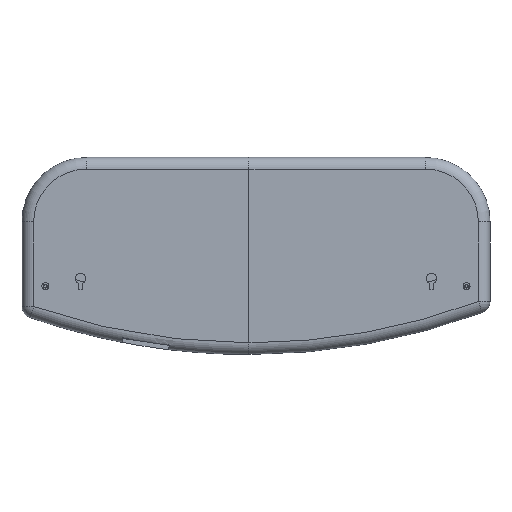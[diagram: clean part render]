
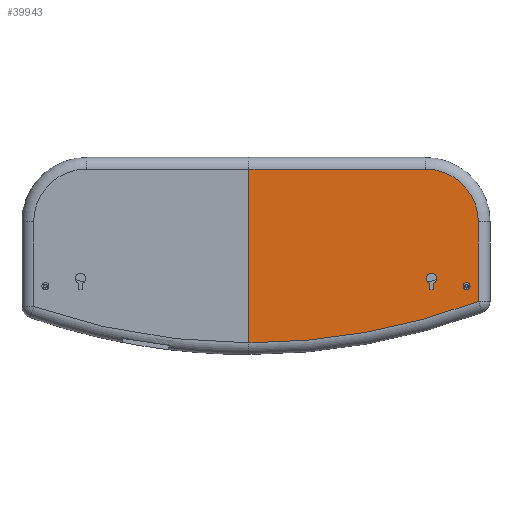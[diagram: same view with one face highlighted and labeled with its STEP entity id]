
A CAD part, front view. The second image highlights one B-rep face of the part: STEP entity #39943.
In plain terms, the highlighted planar face has unit normal (0, -1, 0).
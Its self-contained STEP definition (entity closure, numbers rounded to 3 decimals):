
#1230=FACE_BOUND('',#7077,.T.);
#1231=FACE_BOUND('',#7078,.T.);
#2551=PLANE('',#43613);
#4624=FACE_OUTER_BOUND('',#7076,.T.);
#7076=EDGE_LOOP('',(#36975,#36976,#36977,#36978,#36979));
#7077=EDGE_LOOP('',(#36980,#36981,#36982,#36983,#36984,#36985));
#7078=EDGE_LOOP('',(#36986));
#10808=LINE('',#70701,#14613);
#10812=LINE('',#70713,#14617);
#10816=LINE('',#70725,#14621);
#10825=LINE('',#70781,#14630);
#10858=LINE('',#70910,#14663);
#10859=LINE('',#70916,#14664);
#14613=VECTOR('',#54284,10.);
#14617=VECTOR('',#54296,10.);
#14621=VECTOR('',#54308,10.);
#14630=VECTOR('',#54327,10.);
#14663=VECTOR('',#54478,10.);
#14664=VECTOR('',#54487,10.);
#16206=CIRCLE('',#43536,0.5);
#16208=CIRCLE('',#43540,0.5);
#16210=CIRCLE('',#43544,4.45);
#16233=CIRCLE('',#43577,561.427);
#16234=CIRCLE('',#43579,3.);
#16246=CIRCLE('',#43611,45.);
#19931=VERTEX_POINT('',#70698);
#19932=VERTEX_POINT('',#70700);
#19934=VERTEX_POINT('',#70706);
#19936=VERTEX_POINT('',#70712);
#19938=VERTEX_POINT('',#70718);
#19940=VERTEX_POINT('',#70724);
#19951=VERTEX_POINT('',#70761);
#19952=VERTEX_POINT('',#70780);
#19980=VERTEX_POINT('',#70856);
#19981=VERTEX_POINT('',#70860);
#19989=VERTEX_POINT('',#70909);
#19990=VERTEX_POINT('',#70914);
#25577=EDGE_CURVE('',#19932,#19931,#10808,.T.);
#25580=EDGE_CURVE('',#19934,#19932,#16206,.T.);
#25583=EDGE_CURVE('',#19936,#19934,#10812,.T.);
#25586=EDGE_CURVE('',#19938,#19936,#16208,.T.);
#25589=EDGE_CURVE('',#19940,#19938,#10816,.T.);
#25592=EDGE_CURVE('',#19931,#19940,#16210,.T.);
#25603=EDGE_CURVE('',#19952,#19951,#10825,.T.);
#25643=EDGE_CURVE('',#19980,#19951,#16233,.T.);
#25644=EDGE_CURVE('',#19981,#19981,#16234,.T.);
#25667=EDGE_CURVE('',#19952,#19989,#10858,.T.);
#25671=EDGE_CURVE('',#19990,#19980,#10859,.T.);
#25672=EDGE_CURVE('',#19989,#19990,#16246,.T.);
#36975=ORIENTED_EDGE('',*,*,#25603,.T.);
#36976=ORIENTED_EDGE('',*,*,#25643,.F.);
#36977=ORIENTED_EDGE('',*,*,#25671,.F.);
#36978=ORIENTED_EDGE('',*,*,#25672,.F.);
#36979=ORIENTED_EDGE('',*,*,#25667,.F.);
#36980=ORIENTED_EDGE('',*,*,#25577,.T.);
#36981=ORIENTED_EDGE('',*,*,#25592,.T.);
#36982=ORIENTED_EDGE('',*,*,#25589,.T.);
#36983=ORIENTED_EDGE('',*,*,#25586,.T.);
#36984=ORIENTED_EDGE('',*,*,#25583,.T.);
#36985=ORIENTED_EDGE('',*,*,#25580,.T.);
#36986=ORIENTED_EDGE('',*,*,#25644,.T.);
#39943=ADVANCED_FACE('',(#4624,#1230,#1231),#2551,.F.);
#43536=AXIS2_PLACEMENT_3D('',#70707,#54290,#54291);
#43540=AXIS2_PLACEMENT_3D('',#70719,#54302,#54303);
#43544=AXIS2_PLACEMENT_3D('',#70729,#54314,#54315);
#43577=AXIS2_PLACEMENT_3D('',#70858,#54406,#54407);
#43579=AXIS2_PLACEMENT_3D('',#70861,#54410,#54411);
#43611=AXIS2_PLACEMENT_3D('',#70918,#54490,#54491);
#43613=AXIS2_PLACEMENT_3D('',#70920,#54494,#54495);
#54284=DIRECTION('',(0.,0.,1.));
#54290=DIRECTION('center_axis',(0.,1.,0.));
#54291=DIRECTION('ref_axis',(-1.,0.,0.));
#54296=DIRECTION('',(-1.,0.,0.));
#54302=DIRECTION('center_axis',(0.,1.,0.));
#54303=DIRECTION('ref_axis',(0.,0.,-1.));
#54308=DIRECTION('',(0.,0.,-1.));
#54314=DIRECTION('center_axis',(0.,1.,0.));
#54315=DIRECTION('ref_axis',(1.,0.,0.));
#54327=DIRECTION('',(0.,0.,-1.));
#54406=DIRECTION('center_axis',(0.,1.,0.));
#54407=DIRECTION('ref_axis',(0.011,0.,-1.));
#54410=DIRECTION('center_axis',(0.,1.,0.));
#54411=DIRECTION('ref_axis',(1.,0.,0.));
#54478=DIRECTION('',(1.,0.,0.));
#54487=DIRECTION('',(0.,0.,-1.));
#54490=DIRECTION('center_axis',(0.,1.,0.));
#54491=DIRECTION('ref_axis',(0.707,0.,0.707));
#54494=DIRECTION('center_axis',(0.,1.,0.));
#54495=DIRECTION('ref_axis',(1.,0.,0.));
#70698=CARTESIAN_POINT('',(148.,-45.,-23.186));
#70700=CARTESIAN_POINT('',(148.,-45.,-28.411));
#70701=CARTESIAN_POINT('',(148.,-45.,-14.205));
#70706=CARTESIAN_POINT('',(148.5,-45.,-28.911));
#70707=CARTESIAN_POINT('Origin',(148.5,-45.,-28.411));
#70712=CARTESIAN_POINT('',(151.5,-45.,-28.911));
#70713=CARTESIAN_POINT('',(75.75,-45.,-28.911));
#70718=CARTESIAN_POINT('',(152.,-45.,-28.411));
#70719=CARTESIAN_POINT('Origin',(151.5,-45.,-28.411));
#70724=CARTESIAN_POINT('',(152.,-45.,-23.186));
#70725=CARTESIAN_POINT('',(152.,-45.,-11.593));
#70729=CARTESIAN_POINT('Origin',(150.,-45.,-19.211));
#70761=CARTESIAN_POINT('',(-6.,-45.,-74.211));
#70780=CARTESIAN_POINT('',(-6.,-45.,74.211));
#70781=CARTESIAN_POINT('',(-6.,-45.,0.));
#70856=CARTESIAN_POINT('',(190.,-45.,-38.889));
#70858=CARTESIAN_POINT('Origin',(-5.994,-45.,487.216));
#70860=CARTESIAN_POINT('',(176.931,-45.,-25.789));
#70861=CARTESIAN_POINT('Origin',(179.931,-45.,-25.789));
#70909=CARTESIAN_POINT('',(145.,-45.,74.211));
#70910=CARTESIAN_POINT('',(100.,-45.,74.211));
#70914=CARTESIAN_POINT('',(190.,-45.,29.211));
#70916=CARTESIAN_POINT('',(190.,-45.,-22.895));
#70918=CARTESIAN_POINT('Origin',(145.,-45.,29.211));
#70920=CARTESIAN_POINT('Origin',(0.,-45.,0.));
